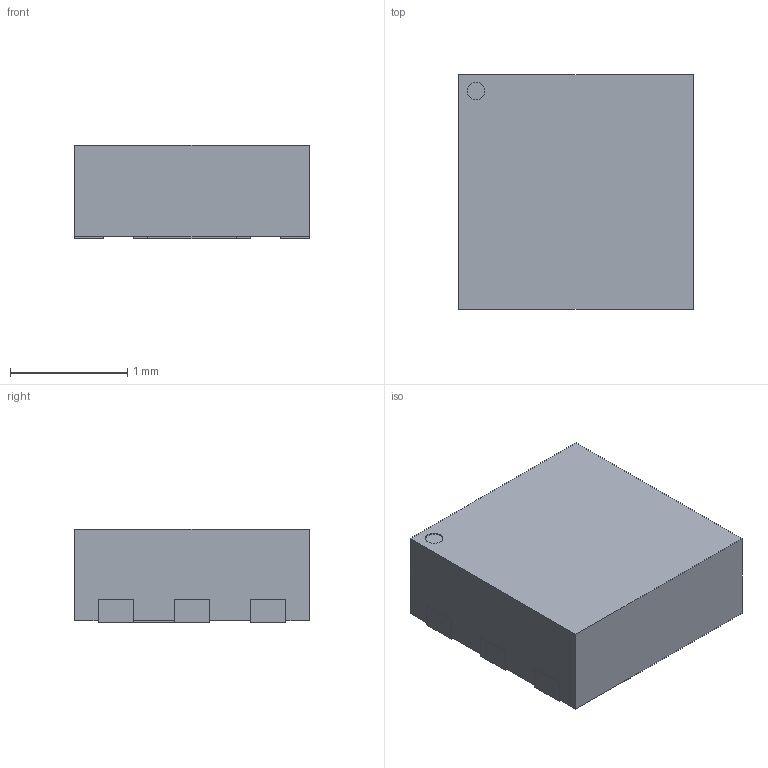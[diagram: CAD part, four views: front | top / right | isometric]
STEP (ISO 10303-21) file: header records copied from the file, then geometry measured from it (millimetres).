
FILE_DESCRIPTION (( 'STEP AP214' ), '1' );
FILE_NAME ('STL6N3LLH6.STEP', '2022-12-24T14:02:10', ( '' ), ( '' ), 'SwSTEP 2.0', 'SolidWorks 2022', '' );
FILE_SCHEMA (( 'AUTOMOTIVE_DESIGN' ));
Length unit declared in the file: millimetre
Products named in the file (1): STL6N3LLH6
Bounding box: 2 x 2 x 0.8 mm (x, y, z)
Volume: 3.2 mm3; surface area: 21.5 mm2
Topology: 9 solids, 9 shells, 91 faces, 210 edges, 140 vertices
Faces by surface type: plane 89, cylinder 2
Entity records: 3261 total; most frequent: CARTESIAN_POINT 442, ORIENTED_EDGE 420, DIRECTION 398, EDGE_CURVE 210, LINE 206, VECTOR 206, VERTEX_POINT 140, AXIS2_PLACEMENT_3D 96
